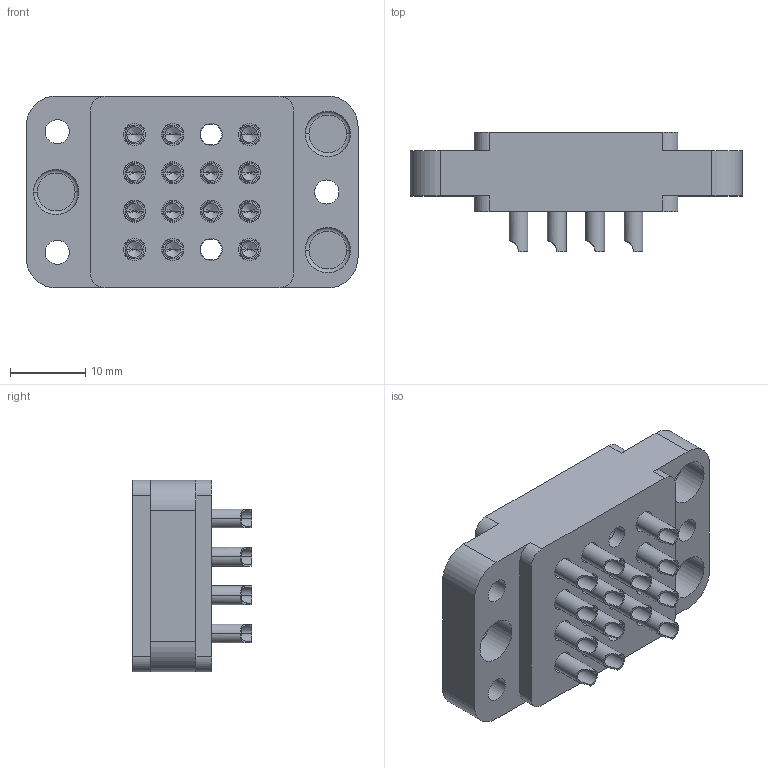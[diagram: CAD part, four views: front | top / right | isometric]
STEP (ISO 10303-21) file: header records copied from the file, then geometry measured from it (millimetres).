
FILE_DESCRIPTION((''),'2;1');
FILE_NAME('00150031602','2019-12-04T',('presta_be4'),(''),'CREO PARAMETRIC BY PTC INC, 2018360','CREO PARAMETRIC BY PTC INC, 2018360','');
FILE_SCHEMA(('CONFIG_CONTROL_DESIGN'));
Length unit declared in the file: millimetre
Products named in the file (1): 00150031602
Bounding box: 44 x 15.85 x 25.4 mm (x, y, z)
Volume: 8651.5 mm3; surface area: 8030 mm2
Topology: 1 solids, 1 shells, 1294 faces, 3363 edges, 2136 vertices
Faces by surface type: plane 644, cylinder 304, cone 284, torus 62
Entity records: 47903 total; most frequent: CARTESIAN_POINT 16719, ORIENTED_EDGE 6614, DIRECTION 6323, EDGE_CURVE 3307, AXIS2_PLACEMENT_3D 2310, VERTEX_POINT 2136, VECTOR 1703, LINE 1703
